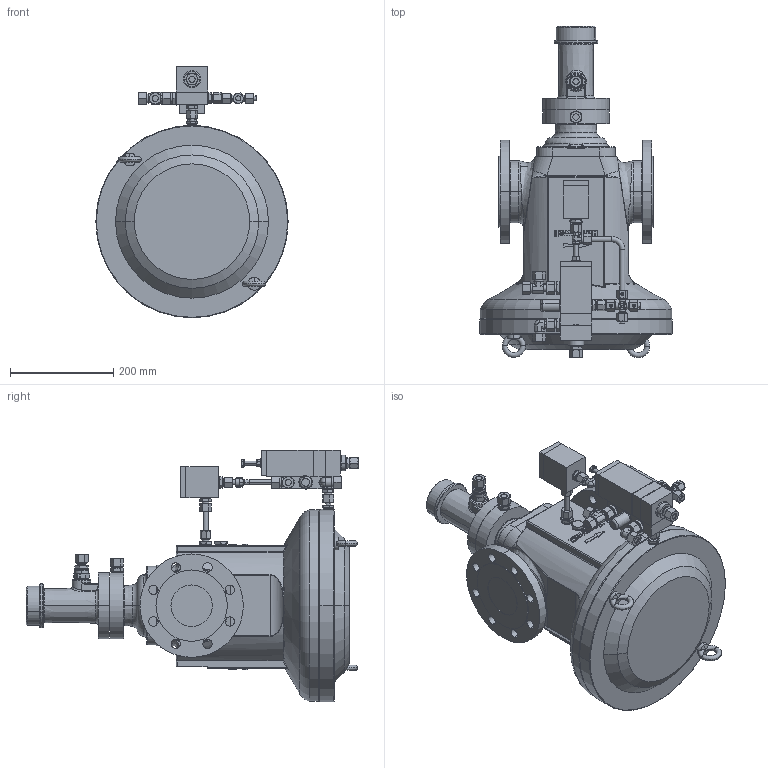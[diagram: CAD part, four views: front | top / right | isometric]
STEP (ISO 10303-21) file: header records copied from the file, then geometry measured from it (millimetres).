
FILE_DESCRIPTION (( 'STEP AP214' ), '1' );
FILE_NAME ('RMG402_DN80_PN16_720_K6_F_630-1_So_RL.STEP', '2020-04-06T12:08:20', ( '' ), ( '' ), 'SwSTEP 2.0', 'SolidWorks 2017', '' );
FILE_SCHEMA (( 'AUTOMOTIVE_DESIGN' ));
Length unit declared in the file: millimetre
Products named in the file (1): RMG402_DN80_PN16_720_K6_F_630-1_So_RL
Bounding box: 372 x 642.18 x 486.67 mm (x, y, z)
Volume: 25149866 mm3; surface area: 872490.3 mm2
Topology: 1 solids, 1 shells, 1744 faces, 4194 edges, 2574 vertices
Faces by surface type: plane 686, cone 443, cylinder 314, bspline 212, torus 75, sphere 14
Entity records: 74276 total; most frequent: CARTESIAN_POINT 32857, ORIENTED_EDGE 8360, DIRECTION 7161, EDGE_CURVE 4180, AXIS2_PLACEMENT_3D 2750, VERTEX_POINT 2574, EDGE_LOOP 1920, ADVANCED_FACE 1744
